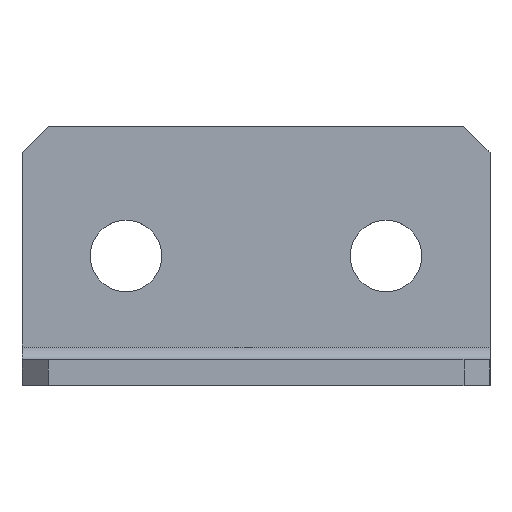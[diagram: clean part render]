
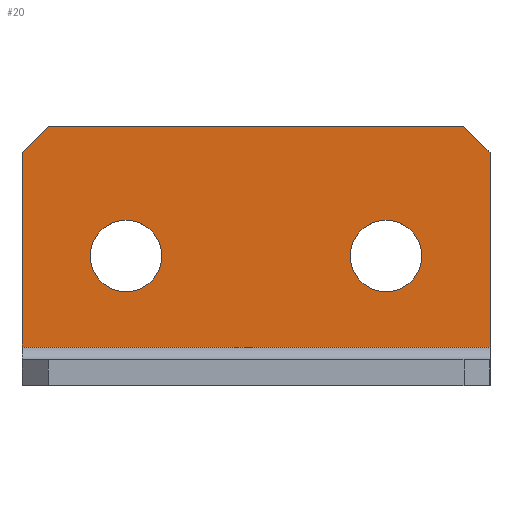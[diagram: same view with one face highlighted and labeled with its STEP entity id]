
A CAD part, top view. The second image highlights one B-rep face of the part: STEP entity #20.
In plain terms, the highlighted planar face has unit normal (0, 0, 1).
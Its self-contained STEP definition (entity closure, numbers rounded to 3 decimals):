
#6 = EDGE_LOOP ( 'NONE', ( #380, #9, #780, #577, #533, #744 ) ) ;
#7 = FACE_BOUND ( 'NONE', #329, .T. ) ;
#9 = ORIENTED_EDGE ( 'NONE', *, *, #108, .T. ) ;
#18 = DIRECTION ( 'NONE',  ( -0.707, 0.707, 0. ) ) ;
#20 = ADVANCED_FACE ( 'NONE', ( #195, #7, #695 ), #563, .F. ) ;
#23 = AXIS2_PLACEMENT_3D ( 'NONE', #814, #113, #366 ) ;
#25 = VERTEX_POINT ( 'NONE', #248 ) ;
#28 = AXIS2_PLACEMENT_3D ( 'NONE', #614, #673, #237 ) ;
#50 = LINE ( 'NONE', #243, #76 ) ;
#68 = CARTESIAN_POINT ( 'NONE',  ( -16., 20., 2. ) ) ;
#75 = CARTESIAN_POINT ( 'NONE',  ( 10., 10., 2. ) ) ;
#76 = VECTOR ( 'NONE', #309, 1000. ) ;
#83 = EDGE_CURVE ( 'NONE', #252, #25, #494, .T. ) ;
#100 = VERTEX_POINT ( 'NONE', #509 ) ;
#105 = DIRECTION ( 'NONE',  ( 0., 0., 1. ) ) ;
#108 = EDGE_CURVE ( 'NONE', #390, #282, #217, .T. ) ;
#113 = DIRECTION ( 'NONE',  ( 0., 0., -1. ) ) ;
#114 = VECTOR ( 'NONE', #18, 1000. ) ;
#126 = EDGE_CURVE ( 'NONE', #199, #570, #658, .T. ) ;
#147 = DIRECTION ( 'NONE',  ( 1., 0., 0. ) ) ;
#155 = DIRECTION ( 'NONE',  ( 0., 0., 1. ) ) ;
#159 = VECTOR ( 'NONE', #408, 1000. ) ;
#165 = EDGE_LOOP ( 'NONE', ( #557, #470 ) ) ;
#170 = VERTEX_POINT ( 'NONE', #653 ) ;
#194 = ORIENTED_EDGE ( 'NONE', *, *, #207, .F. ) ;
#195 = FACE_BOUND ( 'NONE', #165, .T. ) ;
#199 = VERTEX_POINT ( 'NONE', #646 ) ;
#207 = EDGE_CURVE ( 'NONE', #100, #170, #356, .T. ) ;
#217 = LINE ( 'NONE', #336, #114 ) ;
#237 = DIRECTION ( 'NONE',  ( 1., 0., 0. ) ) ;
#240 = LINE ( 'NONE', #807, #476 ) ;
#243 = CARTESIAN_POINT ( 'NONE',  ( -18., 0., 2. ) ) ;
#248 = CARTESIAN_POINT ( 'NONE',  ( -12.75, 10., 2. ) ) ;
#252 = VERTEX_POINT ( 'NONE', #739 ) ;
#255 = CARTESIAN_POINT ( 'NONE',  ( -16., 20., 2. ) ) ;
#261 = DIRECTION ( 'NONE',  ( -0.707, -0.707, 0. ) ) ;
#269 = VERTEX_POINT ( 'NONE', #347 ) ;
#282 = VERTEX_POINT ( 'NONE', #411 ) ;
#287 = CARTESIAN_POINT ( 'NONE',  ( -10., 10., 2. ) ) ;
#306 = DIRECTION ( 'NONE',  ( -1., 0., 0. ) ) ;
#309 = DIRECTION ( 'NONE',  ( 0., -1., 0. ) ) ;
#319 = CARTESIAN_POINT ( 'NONE',  ( -10., 10., 2. ) ) ;
#329 = EDGE_LOOP ( 'NONE', ( #194, #529 ) ) ;
#330 = CARTESIAN_POINT ( 'NONE',  ( -18., 3., 2. ) ) ;
#336 = CARTESIAN_POINT ( 'NONE',  ( 18., 18., 2. ) ) ;
#347 = CARTESIAN_POINT ( 'NONE',  ( -18., 18., 2. ) ) ;
#356 = CIRCLE ( 'NONE', #824, 2.75 ) ;
#365 = LINE ( 'NONE', #255, #433 ) ;
#366 = DIRECTION ( 'NONE',  ( -1., 0., 0. ) ) ;
#369 = CIRCLE ( 'NONE', #402, 2.75 ) ;
#380 = ORIENTED_EDGE ( 'NONE', *, *, #760, .T. ) ;
#381 = DIRECTION ( 'NONE',  ( 0., 0., 1. ) ) ;
#382 = EDGE_CURVE ( 'NONE', #269, #570, #50, .T. ) ;
#390 = VERTEX_POINT ( 'NONE', #569 ) ;
#395 = EDGE_CURVE ( 'NONE', #282, #504, #808, .T. ) ;
#402 = AXIS2_PLACEMENT_3D ( 'NONE', #287, #105, #483 ) ;
#408 = DIRECTION ( 'NONE',  ( -1., 0., 0. ) ) ;
#411 = CARTESIAN_POINT ( 'NONE',  ( 16., 20., 2. ) ) ;
#433 = VECTOR ( 'NONE', #261, 1000. ) ;
#435 = DIRECTION ( 'NONE',  ( 0., 1., 0. ) ) ;
#440 = EDGE_CURVE ( 'NONE', #504, #269, #365, .T. ) ;
#470 = ORIENTED_EDGE ( 'NONE', *, *, #672, .F. ) ;
#475 = VECTOR ( 'NONE', #306, 1000. ) ;
#476 = VECTOR ( 'NONE', #435, 1000. ) ;
#483 = DIRECTION ( 'NONE',  ( 1., 0., 0. ) ) ;
#490 = CARTESIAN_POINT ( 'NONE',  ( -18., 20., 2. ) ) ;
#493 = AXIS2_PLACEMENT_3D ( 'NONE', #319, #381, #638 ) ;
#494 = CIRCLE ( 'NONE', #493, 2.75 ) ;
#501 = CIRCLE ( 'NONE', #28, 2.75 ) ;
#504 = VERTEX_POINT ( 'NONE', #68 ) ;
#509 = CARTESIAN_POINT ( 'NONE',  ( 12.75, 10., 2. ) ) ;
#529 = ORIENTED_EDGE ( 'NONE', *, *, #647, .F. ) ;
#533 = ORIENTED_EDGE ( 'NONE', *, *, #382, .T. ) ;
#557 = ORIENTED_EDGE ( 'NONE', *, *, #83, .F. ) ;
#563 = PLANE ( 'NONE',  #23 ) ;
#569 = CARTESIAN_POINT ( 'NONE',  ( 18., 18., 2. ) ) ;
#570 = VERTEX_POINT ( 'NONE', #330 ) ;
#577 = ORIENTED_EDGE ( 'NONE', *, *, #440, .T. ) ;
#614 = CARTESIAN_POINT ( 'NONE',  ( 10., 10., 2. ) ) ;
#638 = DIRECTION ( 'NONE',  ( 1., 0., 0. ) ) ;
#646 = CARTESIAN_POINT ( 'NONE',  ( 18., 3., 2. ) ) ;
#647 = EDGE_CURVE ( 'NONE', #170, #100, #501, .T. ) ;
#653 = CARTESIAN_POINT ( 'NONE',  ( 7.25, 10., 2. ) ) ;
#658 = LINE ( 'NONE', #710, #159 ) ;
#672 = EDGE_CURVE ( 'NONE', #25, #252, #369, .T. ) ;
#673 = DIRECTION ( 'NONE',  ( 0., 0., 1. ) ) ;
#695 = FACE_OUTER_BOUND ( 'NONE', #6, .T. ) ;
#710 = CARTESIAN_POINT ( 'NONE',  ( 18., 3., 2. ) ) ;
#739 = CARTESIAN_POINT ( 'NONE',  ( -7.25, 10., 2. ) ) ;
#744 = ORIENTED_EDGE ( 'NONE', *, *, #126, .F. ) ;
#760 = EDGE_CURVE ( 'NONE', #199, #390, #240, .T. ) ;
#780 = ORIENTED_EDGE ( 'NONE', *, *, #395, .T. ) ;
#807 = CARTESIAN_POINT ( 'NONE',  ( 18., 0., 2. ) ) ;
#808 = LINE ( 'NONE', #490, #475 ) ;
#814 = CARTESIAN_POINT ( 'NONE',  ( 0., 0., 2. ) ) ;
#824 = AXIS2_PLACEMENT_3D ( 'NONE', #75, #155, #147 ) ;
